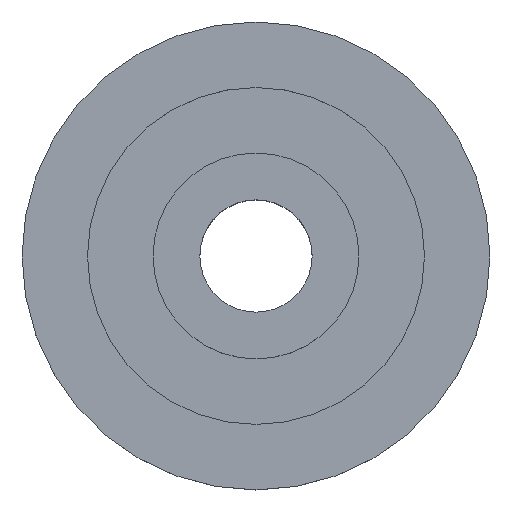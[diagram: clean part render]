
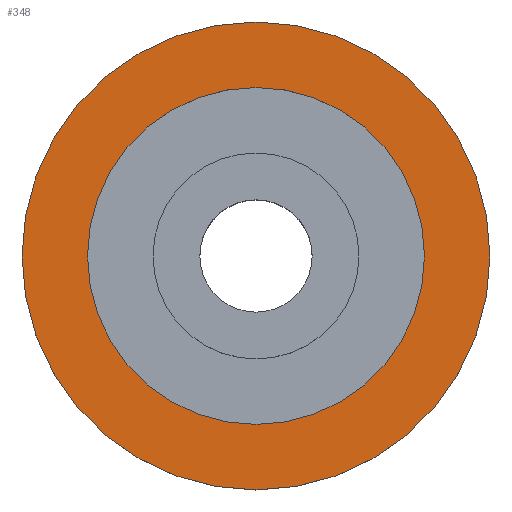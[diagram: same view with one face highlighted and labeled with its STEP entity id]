
A CAD part, top view. The second image highlights one B-rep face of the part: STEP entity #348.
In plain terms, the highlighted planar face has unit normal (0, 0, 1).
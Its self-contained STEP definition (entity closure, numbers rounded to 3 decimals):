
#22 = DIRECTION ( 'NONE',  ( 1., 0., 0. ) ) ;
#29 = DIRECTION ( 'NONE',  ( 1., 0., 0. ) ) ;
#37 = AXIS2_PLACEMENT_3D ( 'NONE', #595, #326, #29 ) ;
#83 = AXIS2_PLACEMENT_3D ( 'NONE', #173, #503, #228 ) ;
#100 = VERTEX_POINT ( 'NONE', #151 ) ;
#102 = AXIS2_PLACEMENT_3D ( 'NONE', #257, #574, #306 ) ;
#110 = VERTEX_POINT ( 'NONE', #347 ) ;
#115 = DIRECTION ( 'NONE',  ( 0., 0., 1. ) ) ;
#117 = VERTEX_POINT ( 'NONE', #391 ) ;
#133 = CIRCLE ( 'NONE', #37, 12.5 ) ;
#137 = EDGE_LOOP ( 'NONE', ( #244, #193 ) ) ;
#146 = AXIS2_PLACEMENT_3D ( 'NONE', #436, #155, #483 ) ;
#151 = CARTESIAN_POINT ( 'NONE',  ( -12.5, 0., 8.5 ) ) ;
#155 = DIRECTION ( 'NONE',  ( 0., 0., 1. ) ) ;
#173 = CARTESIAN_POINT ( 'NONE',  ( 0., 0., 8.5 ) ) ;
#193 = ORIENTED_EDGE ( 'NONE', *, *, #422, .F. ) ;
#220 = VERTEX_POINT ( 'NONE', #319 ) ;
#228 = DIRECTION ( 'NONE',  ( 1., 0., 0. ) ) ;
#234 = AXIS2_PLACEMENT_3D ( 'NONE', #577, #115, #22 ) ;
#237 = FACE_BOUND ( 'NONE', #137, .T. ) ;
#240 = EDGE_LOOP ( 'NONE', ( #510, #477 ) ) ;
#244 = ORIENTED_EDGE ( 'NONE', *, *, #298, .F. ) ;
#257 = CARTESIAN_POINT ( 'NONE',  ( 0., 0., 8.5 ) ) ;
#298 = EDGE_CURVE ( 'NONE', #220, #117, #495, .T. ) ;
#302 = EDGE_CURVE ( 'NONE', #100, #110, #478, .T. ) ;
#306 = DIRECTION ( 'NONE',  ( 1., 0., 0. ) ) ;
#319 = CARTESIAN_POINT ( 'NONE',  ( 9., 0., 8.5 ) ) ;
#326 = DIRECTION ( 'NONE',  ( 0., 0., 1. ) ) ;
#347 = CARTESIAN_POINT ( 'NONE',  ( 12.5, 0., 8.5 ) ) ;
#348 = ADVANCED_FACE ( 'NONE', ( #237, #603 ), #536, .T. ) ;
#391 = CARTESIAN_POINT ( 'NONE',  ( -9., 0., 8.5 ) ) ;
#422 = EDGE_CURVE ( 'NONE', #117, #220, #439, .T. ) ;
#436 = CARTESIAN_POINT ( 'NONE',  ( 0., 0., 8.5 ) ) ;
#439 = CIRCLE ( 'NONE', #83, 9. ) ;
#477 = ORIENTED_EDGE ( 'NONE', *, *, #496, .T. ) ;
#478 = CIRCLE ( 'NONE', #102, 12.5 ) ;
#483 = DIRECTION ( 'NONE',  ( 1., 0., 0. ) ) ;
#495 = CIRCLE ( 'NONE', #146, 9. ) ;
#496 = EDGE_CURVE ( 'NONE', #110, #100, #133, .T. ) ;
#503 = DIRECTION ( 'NONE',  ( 0., 0., 1. ) ) ;
#510 = ORIENTED_EDGE ( 'NONE', *, *, #302, .T. ) ;
#536 = PLANE ( 'NONE',  #234 ) ;
#574 = DIRECTION ( 'NONE',  ( 0., 0., 1. ) ) ;
#577 = CARTESIAN_POINT ( 'NONE',  ( 0., 0., 8.5 ) ) ;
#595 = CARTESIAN_POINT ( 'NONE',  ( 0., 0., 8.5 ) ) ;
#603 = FACE_OUTER_BOUND ( 'NONE', #240, .T. ) ;
